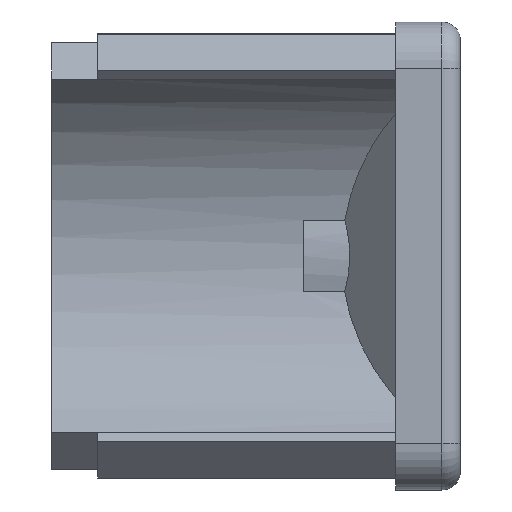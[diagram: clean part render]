
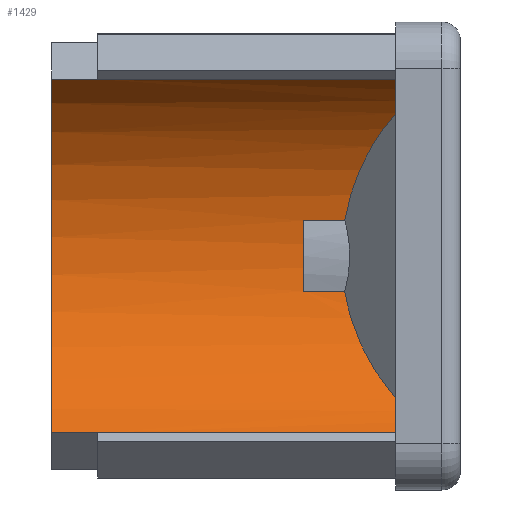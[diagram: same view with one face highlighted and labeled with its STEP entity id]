
A CAD part, left-side view. The second image highlights one B-rep face of the part: STEP entity #1429.
In plain terms, the highlighted cylindrical face has radius 23.336 mm (diameter 46.672 mm), a partial arc.
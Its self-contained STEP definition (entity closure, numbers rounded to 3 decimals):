
#59 = AXIS2_PLACEMENT_3D ( 'NONE', #11295, #7373, #14217 ) ;
#195 = CARTESIAN_POINT ( 'NONE',  ( -14.189, 11.811, 8.175 ) ) ;
#203 = DIRECTION ( 'NONE',  ( 0., 0., -1. ) ) ;
#394 = VERTEX_POINT ( 'NONE', #5512 ) ;
#485 = AXIS2_PLACEMENT_3D ( 'NONE', #11148, #13954, #9934 ) ;
#506 = VECTOR ( 'NONE', #7260, 1000. ) ;
#669 = CARTESIAN_POINT ( 'NONE',  ( -23.15, 51.23, -19.15 ) ) ;
#683 = CARTESIAN_POINT ( 'NONE',  ( -13.466, 12.534, 3.829 ) ) ;
#905 = DIRECTION ( 'NONE',  ( 0., 0., 1. ) ) ;
#1429 = ADVANCED_FACE ( 'NONE', ( #14675 ), #11105, .F. ) ;
#1824 = VECTOR ( 'NONE', #7834, 1000. ) ;
#1851 = CARTESIAN_POINT ( 'NONE',  ( -19., 7., 15.453 ) ) ;
#2271 = VERTEX_POINT ( 'NONE', #1851 ) ;
#2794 = VERTEX_POINT ( 'NONE', #13203 ) ;
#2970 = CARTESIAN_POINT ( 'NONE',  ( -13.466, 12.534, 3.829 ) ) ;
#2981 = CARTESIAN_POINT ( 'NONE',  ( -23.15, 39.3, 19.15 ) ) ;
#3558 = EDGE_CURVE ( 'NONE', #17103, #7419, #7090, .T. ) ;
#3643 =( BOUNDED_CURVE ( )  B_SPLINE_CURVE ( 3, ( #2970, #195, #9610, #7026 ),
 .UNSPECIFIED., .F., .F. ) 
 B_SPLINE_CURVE_WITH_KNOTS ( ( 4, 4 ),
 ( 3.306, 3.865 ),
 .UNSPECIFIED. ) 
 CURVE ( )  GEOMETRIC_REPRESENTATION_ITEM ( )  RATIONAL_B_SPLINE_CURVE ( ( 1., 0.974, 0.974, 1. ) ) 
 REPRESENTATION_ITEM ( '' )  );
#3663 = VERTEX_POINT ( 'NONE', #7031 ) ;
#4075 = ORIENTED_EDGE ( 'NONE', *, *, #8722, .T. ) ;
#4680 = DIRECTION ( 'NONE',  ( 0., -1., 0. ) ) ;
#4785 = VERTEX_POINT ( 'NONE', #683 ) ;
#4869 = VERTEX_POINT ( 'NONE', #11609 ) ;
#4937 = VERTEX_POINT ( 'NONE', #2981 ) ;
#5110 = CARTESIAN_POINT ( 'NONE',  ( -23.15, 44.3, -19.15 ) ) ;
#5424 = LINE ( 'NONE', #8989, #1824 ) ;
#5432 = CARTESIAN_POINT ( 'NONE',  ( -23.15, 44.3, 19.15 ) ) ;
#5512 = CARTESIAN_POINT ( 'NONE',  ( -23.15, 7., 19.15 ) ) ;
#5671 = CIRCLE ( 'NONE', #5768, 23.336 ) ;
#5768 = AXIS2_PLACEMENT_3D ( 'NONE', #13592, #16341, #9678 ) ;
#6015 = EDGE_CURVE ( 'NONE', #12058, #4785, #7901, .T. ) ;
#6043 = CARTESIAN_POINT ( 'NONE',  ( -19., 7., -15.453 ) ) ;
#6320 = CARTESIAN_POINT ( 'NONE',  ( -23.15, 7., -19.15 ) ) ;
#6388 = DIRECTION ( 'NONE',  ( 0., 1., 0. ) ) ;
#6506 = VERTEX_POINT ( 'NONE', #6320 ) ;
#7026 = CARTESIAN_POINT ( 'NONE',  ( -19., 7., 15.453 ) ) ;
#7031 = CARTESIAN_POINT ( 'NONE',  ( -13.466, 12.534, -3.829 ) ) ;
#7090 = CIRCLE ( 'NONE', #10096, 23.336 ) ;
#7201 = CARTESIAN_POINT ( 'NONE',  ( -13.466, 12., 3.829 ) ) ;
#7260 = DIRECTION ( 'NONE',  ( 0., -1., 0. ) ) ;
#7373 = DIRECTION ( 'NONE',  ( 0., -1., 0. ) ) ;
#7419 = VERTEX_POINT ( 'NONE', #5110 ) ;
#7530 = CARTESIAN_POINT ( 'NONE',  ( -13.466, 17., -3.829 ) ) ;
#7592 = ORIENTED_EDGE ( 'NONE', *, *, #9864, .T. ) ;
#7617 = CARTESIAN_POINT ( 'NONE',  ( -36.486, 17., 0. ) ) ;
#7678 = DIRECTION ( 'NONE',  ( 0., 1., 0. ) ) ;
#7699 = CARTESIAN_POINT ( 'NONE',  ( -23.15, 44.3, 19.15 ) ) ;
#7834 = DIRECTION ( 'NONE',  ( 0., 1., 0. ) ) ;
#7901 = LINE ( 'NONE', #7201, #506 ) ;
#8248 = ORIENTED_EDGE ( 'NONE', *, *, #14062, .F. ) ;
#8722 = EDGE_CURVE ( 'NONE', #7419, #2794, #10353, .T. ) ;
#8798 = EDGE_LOOP ( 'NONE', ( #11444, #12429, #11864, #8248, #8993, #15486, #16711, #4075, #13169, #16458, #15422, #7592 ) ) ;
#8858 = VECTOR ( 'NONE', #4680, 1000. ) ;
#8972 = CARTESIAN_POINT ( 'NONE',  ( -23.15, 44.3, -19.15 ) ) ;
#8989 = CARTESIAN_POINT ( 'NONE',  ( -23.15, 44.3, 19.15 ) ) ;
#8993 = ORIENTED_EDGE ( 'NONE', *, *, #16077, .T. ) ;
#9328 = EDGE_CURVE ( 'NONE', #2794, #6506, #14530, .T. ) ;
#9427 = EDGE_CURVE ( 'NONE', #12058, #16261, #14102, .T. ) ;
#9610 = CARTESIAN_POINT ( 'NONE',  ( -16.083, 9.917, 12.152 ) ) ;
#9678 = DIRECTION ( 'NONE',  ( 0., 0., -1. ) ) ;
#9864 = EDGE_CURVE ( 'NONE', #3663, #16261, #13466, .T. ) ;
#9934 = DIRECTION ( 'NONE',  ( 0., 0., -1. ) ) ;
#10096 = AXIS2_PLACEMENT_3D ( 'NONE', #14872, #13355, #203 ) ;
#10181 = DIRECTION ( 'NONE',  ( 0., 1., 0. ) ) ;
#10353 = LINE ( 'NONE', #8972, #16415 ) ;
#10694 = LINE ( 'NONE', #7699, #12970 ) ;
#11105 = CYLINDRICAL_SURFACE ( 'NONE', #59, 23.336 ) ;
#11148 = CARTESIAN_POINT ( 'NONE',  ( -36.486, 7., 0. ) ) ;
#11295 = CARTESIAN_POINT ( 'NONE',  ( -36.486, 44.3, 0. ) ) ;
#11444 = ORIENTED_EDGE ( 'NONE', *, *, #9427, .F. ) ;
#11553 = DIRECTION ( 'NONE',  ( 0., -1., 0. ) ) ;
#11609 = CARTESIAN_POINT ( 'NONE',  ( -19., 7., -15.453 ) ) ;
#11864 = ORIENTED_EDGE ( 'NONE', *, *, #14477, .T. ) ;
#11949 = CIRCLE ( 'NONE', #485, 23.336 ) ;
#12058 = VERTEX_POINT ( 'NONE', #15200 ) ;
#12429 = ORIENTED_EDGE ( 'NONE', *, *, #6015, .T. ) ;
#12538 = EDGE_CURVE ( 'NONE', #4869, #3663, #13531, .T. ) ;
#12838 = CARTESIAN_POINT ( 'NONE',  ( -13.466, 12.534, -3.829 ) ) ;
#12970 = VECTOR ( 'NONE', #6388, 1000. ) ;
#13169 = ORIENTED_EDGE ( 'NONE', *, *, #9328, .T. ) ;
#13203 = CARTESIAN_POINT ( 'NONE',  ( -23.15, 39.3, -19.15 ) ) ;
#13355 = DIRECTION ( 'NONE',  ( 0., 1., 0. ) ) ;
#13466 = LINE ( 'NONE', #14202, #15340 ) ;
#13531 =( BOUNDED_CURVE ( )  B_SPLINE_CURVE ( 3, ( #6043, #15360, #15474, #12838 ),
 .UNSPECIFIED., .F., .F. ) 
 B_SPLINE_CURVE_WITH_KNOTS ( ( 4, 4 ),
 ( 2.418, 2.977 ),
 .UNSPECIFIED. ) 
 CURVE ( )  GEOMETRIC_REPRESENTATION_ITEM ( )  RATIONAL_B_SPLINE_CURVE ( ( 1., 0.974, 0.974, 1. ) ) 
 REPRESENTATION_ITEM ( '' )  );
#13592 = CARTESIAN_POINT ( 'NONE',  ( -36.486, 7., 0. ) ) ;
#13954 = DIRECTION ( 'NONE',  ( 0., 1., 0. ) ) ;
#14062 = EDGE_CURVE ( 'NONE', #394, #2271, #5671, .T. ) ;
#14068 = AXIS2_PLACEMENT_3D ( 'NONE', #7617, #7678, #905 ) ;
#14102 = CIRCLE ( 'NONE', #14068, 23.336 ) ;
#14202 = CARTESIAN_POINT ( 'NONE',  ( -13.466, 12., -3.829 ) ) ;
#14217 = DIRECTION ( 'NONE',  ( 0., 0., -1. ) ) ;
#14477 = EDGE_CURVE ( 'NONE', #4785, #2271, #3643, .T. ) ;
#14530 = LINE ( 'NONE', #669, #8858 ) ;
#14675 = FACE_OUTER_BOUND ( 'NONE', #8798, .T. ) ;
#14872 = CARTESIAN_POINT ( 'NONE',  ( -36.486, 44.3, 0. ) ) ;
#15200 = CARTESIAN_POINT ( 'NONE',  ( -13.466, 17., 3.829 ) ) ;
#15340 = VECTOR ( 'NONE', #10181, 1000. ) ;
#15360 = CARTESIAN_POINT ( 'NONE',  ( -16.083, 9.917, -12.152 ) ) ;
#15422 = ORIENTED_EDGE ( 'NONE', *, *, #12538, .T. ) ;
#15474 = CARTESIAN_POINT ( 'NONE',  ( -14.189, 11.811, -8.175 ) ) ;
#15486 = ORIENTED_EDGE ( 'NONE', *, *, #17389, .T. ) ;
#15755 = EDGE_CURVE ( 'NONE', #4869, #6506, #11949, .T. ) ;
#16077 = EDGE_CURVE ( 'NONE', #394, #4937, #10694, .T. ) ;
#16261 = VERTEX_POINT ( 'NONE', #7530 ) ;
#16341 = DIRECTION ( 'NONE',  ( 0., 1., 0. ) ) ;
#16415 = VECTOR ( 'NONE', #11553, 1000. ) ;
#16458 = ORIENTED_EDGE ( 'NONE', *, *, #15755, .F. ) ;
#16711 = ORIENTED_EDGE ( 'NONE', *, *, #3558, .T. ) ;
#17103 = VERTEX_POINT ( 'NONE', #5432 ) ;
#17389 = EDGE_CURVE ( 'NONE', #4937, #17103, #5424, .T. ) ;
